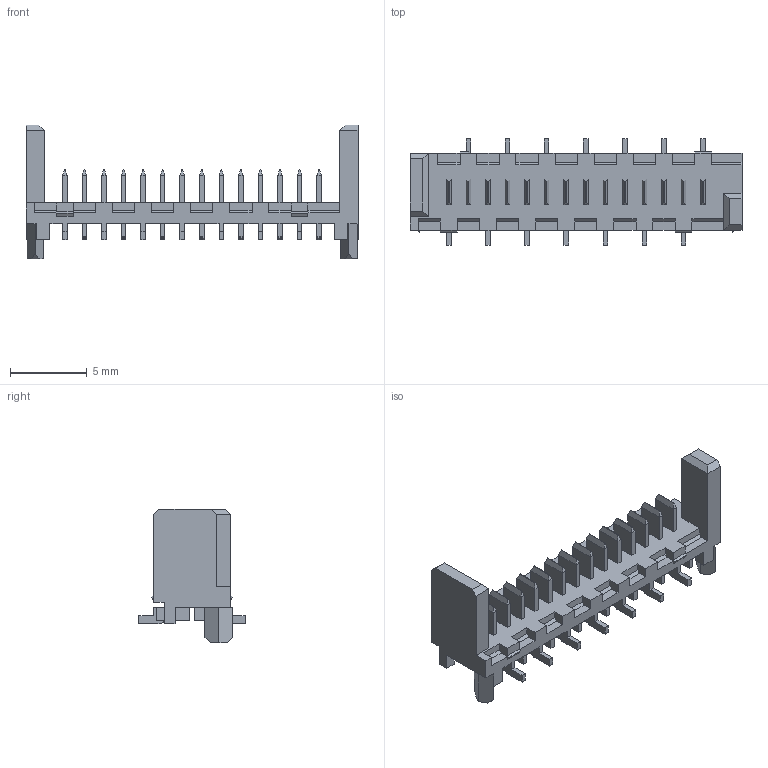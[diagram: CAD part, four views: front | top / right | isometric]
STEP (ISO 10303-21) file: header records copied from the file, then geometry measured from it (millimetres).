
FILE_DESCRIPTION(('Unknown'),'2;1');
FILE_NAME('','Unknown',('Unknown'),('Unknown'),'','Unknown','');
FILE_SCHEMA(('CONFIG_CONTROL_DESIGN'));
Length unit declared in the file: millimetre
Products named in the file (1): 908140014
Bounding box: 21.56 x 6.9 x 8.7 mm (x, y, z)
Volume: 205.9 mm3; surface area: 677.4 mm2
Topology: 1 solids, 1 shells, 567 faces, 1539 edges, 996 vertices
Faces by surface type: plane 496, cylinder 71
Full cylindrical faces by diameter (mm): 0.5 x1
Entity records: 17580 total; most frequent: CARTESIAN_POINT 3102, ORIENTED_EDGE 3076, DIRECTION 2816, EDGE_CURVE 1538, LINE 1396, VECTOR 1396, VERTEX_POINT 996, AXIS2_PLACEMENT_3D 710
